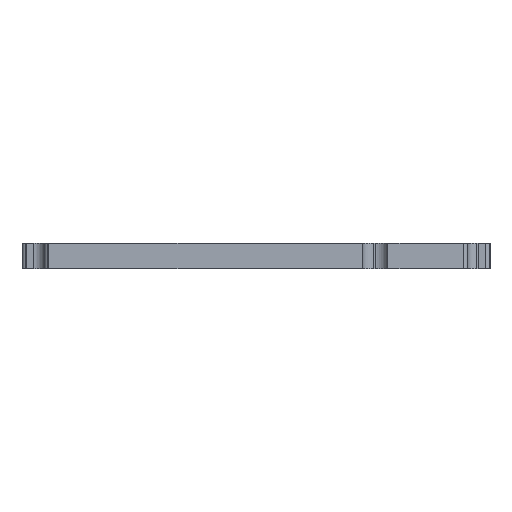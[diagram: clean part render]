
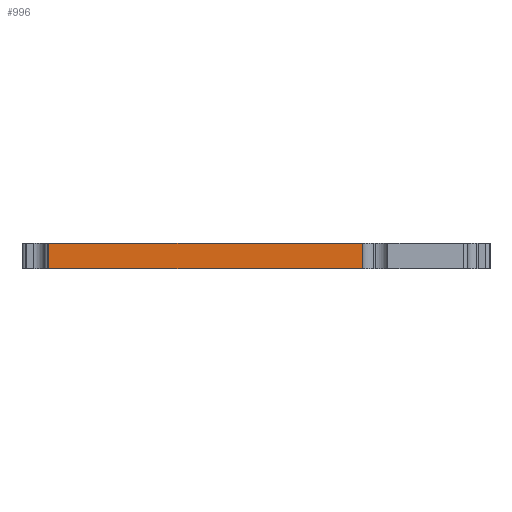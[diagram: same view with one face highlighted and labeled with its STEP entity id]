
A CAD part, front view. The second image highlights one B-rep face of the part: STEP entity #996.
In plain terms, the highlighted planar face has unit normal (0, -1, 0).
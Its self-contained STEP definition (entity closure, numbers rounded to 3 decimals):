
#272 = VERTEX_POINT('',#273);
#273 = CARTESIAN_POINT('',(-0.325,-0.,0.));
#279 = EDGE_CURVE('',#280,#272,#282,.T.);
#280 = VERTEX_POINT('',#281);
#281 = CARTESIAN_POINT('',(14.425,-0.,0.));
#282 = LINE('',#283,#284);
#283 = CARTESIAN_POINT('',(14.425,-0.,0.));
#284 = VECTOR('',#285,1.);
#285 = DIRECTION('',(-1.,0.,0.));
#556 = VERTEX_POINT('',#557);
#557 = CARTESIAN_POINT('',(-0.325,0.,1.2));
#563 = EDGE_CURVE('',#564,#556,#566,.T.);
#564 = VERTEX_POINT('',#565);
#565 = CARTESIAN_POINT('',(14.425,0.,1.2));
#566 = LINE('',#567,#568);
#567 = CARTESIAN_POINT('',(14.425,0.,1.2));
#568 = VECTOR('',#569,1.);
#569 = DIRECTION('',(-1.,0.,0.));
#985 = EDGE_CURVE('',#280,#564,#986,.T.);
#986 = LINE('',#987,#988);
#987 = CARTESIAN_POINT('',(14.425,-0.,0.));
#988 = VECTOR('',#989,1.);
#989 = DIRECTION('',(0.,0.,1.));
#996 = ADVANCED_FACE('',(#997),#1008,.T.);
#997 = FACE_BOUND('',#998,.T.);
#998 = EDGE_LOOP('',(#999,#1000,#1001,#1007));
#999 = ORIENTED_EDGE('',*,*,#985,.T.);
#1000 = ORIENTED_EDGE('',*,*,#563,.T.);
#1001 = ORIENTED_EDGE('',*,*,#1002,.F.);
#1002 = EDGE_CURVE('',#272,#556,#1003,.T.);
#1003 = LINE('',#1004,#1005);
#1004 = CARTESIAN_POINT('',(-0.325,-0.,0.));
#1005 = VECTOR('',#1006,1.);
#1006 = DIRECTION('',(0.,0.,1.));
#1007 = ORIENTED_EDGE('',*,*,#279,.F.);
#1008 = PLANE('',#1009);
#1009 = AXIS2_PLACEMENT_3D('',#1010,#1011,#1012);
#1010 = CARTESIAN_POINT('',(14.425,0.,0.));
#1011 = DIRECTION('',(0.,-1.,0.));
#1012 = DIRECTION('',(-1.,0.,0.));
